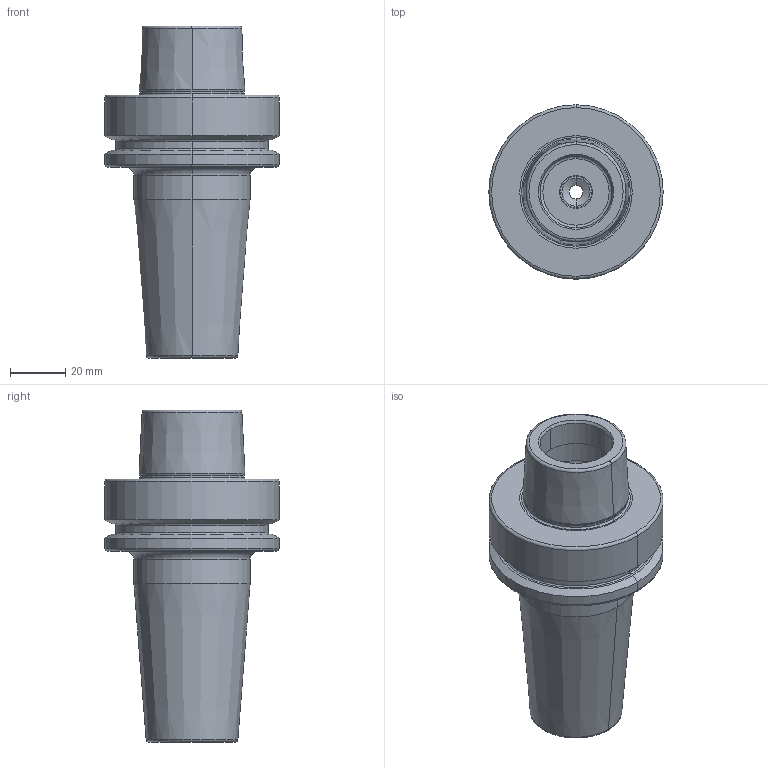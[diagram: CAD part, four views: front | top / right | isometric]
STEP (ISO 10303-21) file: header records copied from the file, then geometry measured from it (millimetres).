
FILE_DESCRIPTION((''),'2;1');
FILE_NAME('F63_70_18','2020-11-25T',('104091'),(''),'CREO PARAMETRIC BY PTC INC, 2016260','CREO PARAMETRIC BY PTC INC, 2016260','');
FILE_SCHEMA(('CONFIG_CONTROL_DESIGN'));
Length unit declared in the file: millimetre
Products named in the file (1): F63_70_18
Bounding box: 63 x 63 x 120 mm (x, y, z)
Volume: 147897.8 mm3; surface area: 29521.4 mm2
Topology: 1 solids, 1 shells, 110 faces, 226 edges, 128 vertices
Faces by surface type: cylinder 32, torus 28, cone 26, plane 24
Entity records: 2944 total; most frequent: DIRECTION 596, CARTESIAN_POINT 467, ORIENTED_EDGE 452, AXIS2_PLACEMENT_3D 257, EDGE_CURVE 226, CIRCLE 144, VERTEX_POINT 128, EDGE_LOOP 122
